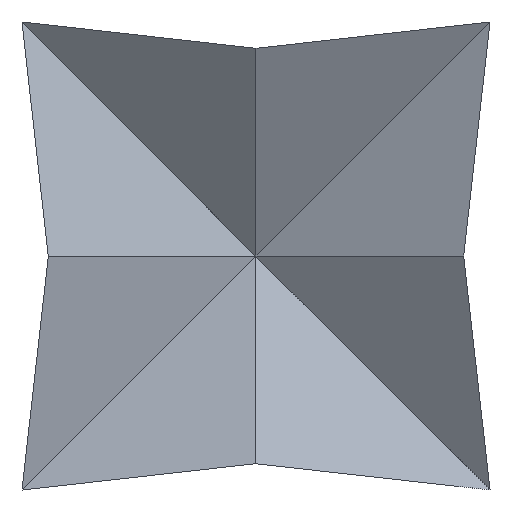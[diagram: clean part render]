
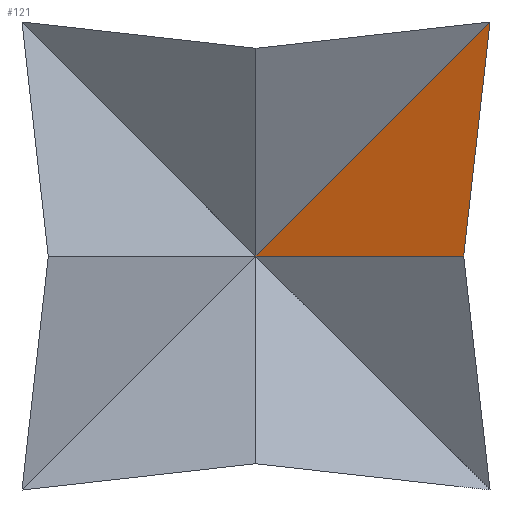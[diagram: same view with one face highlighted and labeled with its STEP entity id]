
A CAD part, front view. The second image highlights one B-rep face of the part: STEP entity #121.
In plain terms, the highlighted planar face has unit normal (0.488, 0.845, -0.219).
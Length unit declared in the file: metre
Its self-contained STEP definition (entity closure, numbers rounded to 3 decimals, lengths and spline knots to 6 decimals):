
#4 = AXIS2_PLACEMENT_3D ( 'NONE', #108, #230, #252 ) ;
#6 = EDGE_LOOP ( 'NONE', ( #186, #57, #143 ) ) ;
#9 = CARTESIAN_POINT ( 'NONE',  ( 0., 0., 0. ) ) ;
#18 = FACE_OUTER_BOUND ( 'NONE', #6, .T. ) ;
#57 = ORIENTED_EDGE ( 'NONE', *, *, #162, .T. ) ;
#61 = CARTESIAN_POINT ( 'NONE',  ( 0.043478, -0.025102, 0. ) ) ;
#63 = EDGE_CURVE ( 'NONE', #100, #146, #207, .T. ) ;
#65 = DIRECTION ( 'NONE',  ( -0.11, -0.19, -0.976 ) ) ;
#81 = VECTOR ( 'NONE', #266, 1. ) ;
#85 = CARTESIAN_POINT ( 'NONE',  ( 0.048983, -0.015569, 0.048983 ) ) ;
#100 = VERTEX_POINT ( 'NONE', #61 ) ;
#105 = DIRECTION ( 'NONE',  ( 0.69, -0.219, 0.69 ) ) ;
#108 = CARTESIAN_POINT ( 'NONE',  ( 0., 0., 0. ) ) ;
#121 = ADVANCED_FACE ( 'NONE', ( #18 ), #249, .T. ) ;
#128 = CARTESIAN_POINT ( 'NONE',  ( 0., 0., 0. ) ) ;
#133 = EDGE_CURVE ( 'NONE', #165, #100, #171, .T. ) ;
#143 = ORIENTED_EDGE ( 'NONE', *, *, #133, .T. ) ;
#146 = VERTEX_POINT ( 'NONE', #128 ) ;
#151 = CARTESIAN_POINT ( 'NONE',  ( 0.048983, -0.015569, 0.048983 ) ) ;
#162 = EDGE_CURVE ( 'NONE', #146, #165, #235, .T. ) ;
#165 = VERTEX_POINT ( 'NONE', #151 ) ;
#171 = LINE ( 'NONE', #85, #194 ) ;
#186 = ORIENTED_EDGE ( 'NONE', *, *, #63, .T. ) ;
#194 = VECTOR ( 'NONE', #65, 1. ) ;
#206 = CARTESIAN_POINT ( 'NONE',  ( 0.043478, -0.025102, 0. ) ) ;
#207 = LINE ( 'NONE', #206, #81 ) ;
#230 = DIRECTION ( 'NONE',  ( 0.488, 0.845, -0.219 ) ) ;
#235 = LINE ( 'NONE', #9, #263 ) ;
#249 = PLANE ( 'NONE',  #4 ) ;
#252 = DIRECTION ( 'NONE',  ( -0.866, 0.5, 0. ) ) ;
#263 = VECTOR ( 'NONE', #105, 1. ) ;
#266 = DIRECTION ( 'NONE',  ( -0.866, 0.5, 0. ) ) ;
